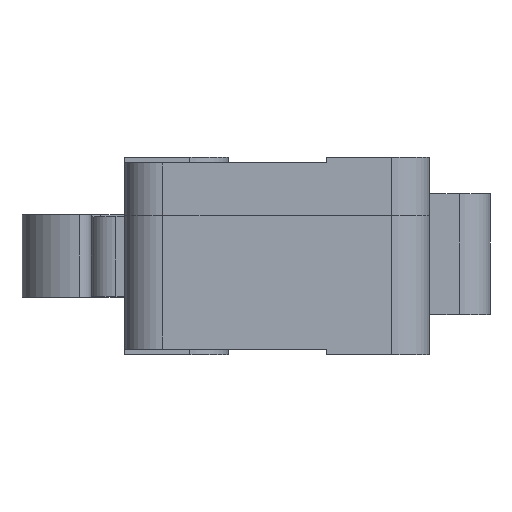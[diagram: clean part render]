
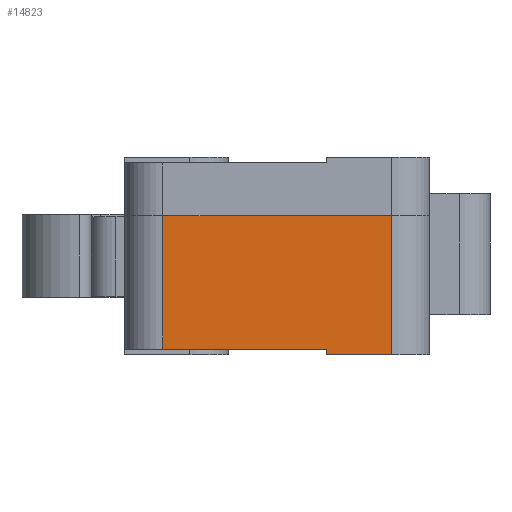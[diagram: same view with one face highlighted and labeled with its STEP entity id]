
A CAD part, left-side view. The second image highlights one B-rep face of the part: STEP entity #14823.
In plain terms, the highlighted planar face has unit normal (-1, 0, 0).
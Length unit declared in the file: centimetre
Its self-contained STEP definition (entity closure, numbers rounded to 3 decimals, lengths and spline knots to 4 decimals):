
#1669=FACE_OUTER_BOUND('',#2513,.T.);
#2513=EDGE_LOOP('',(#13515,#13516,#13517,#13518,#13519,#13520));
#3618=LINE('',#24073,#5216);
#4091=LINE('',#26928,#5689);
#4095=LINE('',#26938,#5693);
#4098=LINE('',#26948,#5696);
#4101=LINE('',#26954,#5699);
#4114=LINE('',#26986,#5712);
#5216=VECTOR('',#17424,1.);
#5689=VECTOR('',#18455,1.);
#5693=VECTOR('',#18463,1.);
#5696=VECTOR('',#18476,1.);
#5699=VECTOR('',#18485,1.);
#5712=VECTOR('',#18526,1.);
#6818=VERTEX_POINT('',#24061);
#6821=VERTEX_POINT('',#24072);
#7114=VERTEX_POINT('',#26924);
#7115=VERTEX_POINT('',#26926);
#7119=VERTEX_POINT('',#26937);
#7121=VERTEX_POINT('',#26946);
#8611=EDGE_CURVE('',#6821,#6818,#3618,.T.);
#9234=EDGE_CURVE('',#7114,#7115,#4091,.T.);
#9239=EDGE_CURVE('',#7119,#7114,#4095,.T.);
#9244=EDGE_CURVE('',#7121,#7115,#4098,.T.);
#9247=EDGE_CURVE('',#7119,#6818,#4101,.T.);
#9262=EDGE_CURVE('',#7121,#6821,#4114,.T.);
#13515=ORIENTED_EDGE('',*,*,#8611,.T.);
#13516=ORIENTED_EDGE('',*,*,#9247,.F.);
#13517=ORIENTED_EDGE('',*,*,#9239,.T.);
#13518=ORIENTED_EDGE('',*,*,#9234,.T.);
#13519=ORIENTED_EDGE('',*,*,#9244,.F.);
#13520=ORIENTED_EDGE('',*,*,#9262,.T.);
#14045=PLANE('',#15535);
#14823=ADVANCED_FACE('',(#1669),#14045,.T.);
#15535=AXIS2_PLACEMENT_3D('',#26985,#18524,#18525);
#17424=DIRECTION('',(0.,1.,0.));
#18455=DIRECTION('',(0.,0.,-1.));
#18463=DIRECTION('',(0.,-1.,0.));
#18476=DIRECTION('',(0.,1.,0.));
#18485=DIRECTION('',(0.,0.,1.));
#18524=DIRECTION('center_axis',(-1.,0.,0.));
#18525=DIRECTION('ref_axis',(0.,0.,1.));
#18526=DIRECTION('',(0.,0.,1.));
#24061=CARTESIAN_POINT('',(-2.89,0.6425,0.725));
#24072=CARTESIAN_POINT('',(-2.89,-0.5475,0.725));
#24073=CARTESIAN_POINT('',(-2.89,0.1475,0.725));
#26924=CARTESIAN_POINT('',(-2.89,-0.2075,0.03));
#26926=CARTESIAN_POINT('',(-2.89,-0.2075,0.));
#26928=CARTESIAN_POINT('',(-2.89,-0.2075,0.));
#26937=CARTESIAN_POINT('',(-2.89,0.6425,0.03));
#26938=CARTESIAN_POINT('',(-2.89,-0.246,0.03));
#26946=CARTESIAN_POINT('',(-2.89,-0.5475,0.));
#26948=CARTESIAN_POINT('',(-2.89,-0.5475,0.));
#26954=CARTESIAN_POINT('',(-2.89,0.6425,0.));
#26985=CARTESIAN_POINT('Origin',(-2.89,-0.5475,0.));
#26986=CARTESIAN_POINT('',(-2.89,-0.5475,0.));
